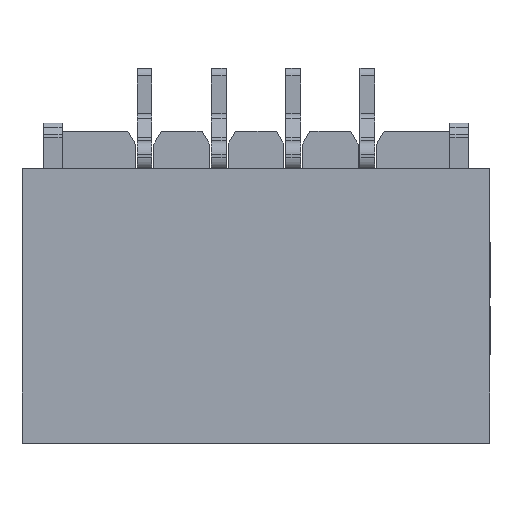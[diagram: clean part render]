
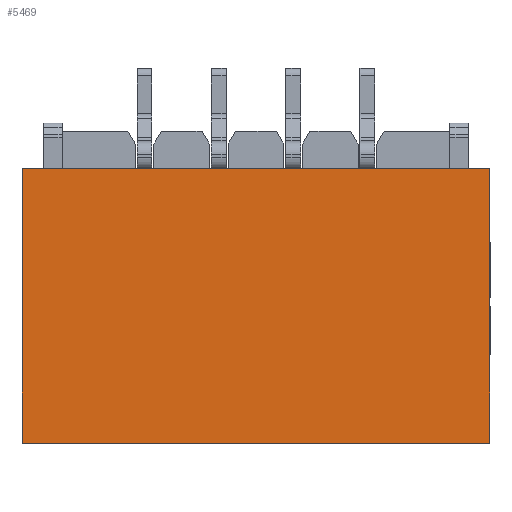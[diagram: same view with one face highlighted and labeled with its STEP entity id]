
A CAD part, top view. The second image highlights one B-rep face of the part: STEP entity #5469.
In plain terms, the highlighted planar face has unit normal (0, 0, 1).
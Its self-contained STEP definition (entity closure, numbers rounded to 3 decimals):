
#1077 = VECTOR ( 'NONE', #3330, 1000. ) ;
#1383 = ORIENTED_EDGE ( 'NONE', *, *, #8521, .T. ) ;
#3118 = DIRECTION ( 'NONE',  ( 0., 0., -1. ) ) ;
#3330 = DIRECTION ( 'NONE',  ( -1., 0., 0. ) ) ;
#3380 = AXIS2_PLACEMENT_3D ( 'NONE', #14887, #3118, #10909 ) ;
#3578 = CARTESIAN_POINT ( 'NONE',  ( -3.15, -2.525, 3.38 ) ) ;
#5269 = VERTEX_POINT ( 'NONE', #12697 ) ;
#5469 = ADVANCED_FACE ( 'NONE', ( #9234 ), #11261, .F. ) ;
#5475 = EDGE_CURVE ( 'NONE', #8002, #15721, #18692, .T. ) ;
#5593 = CARTESIAN_POINT ( 'NONE',  ( 3.15, 1.175, 3.38 ) ) ;
#5924 = ORIENTED_EDGE ( 'NONE', *, *, #22126, .F. ) ;
#5981 = CARTESIAN_POINT ( 'NONE',  ( -3.15, -2.525, 3.38 ) ) ;
#6554 = VERTEX_POINT ( 'NONE', #3578 ) ;
#8002 = VERTEX_POINT ( 'NONE', #13241 ) ;
#8521 = EDGE_CURVE ( 'NONE', #5269, #15721, #12673, .T. ) ;
#8784 = VECTOR ( 'NONE', #17232, 1000. ) ;
#9234 = FACE_OUTER_BOUND ( 'NONE', #20612, .T. ) ;
#9497 = DIRECTION ( 'NONE',  ( 0., 1., 0. ) ) ;
#10909 = DIRECTION ( 'NONE',  ( 0., 1., 0. ) ) ;
#11261 = PLANE ( 'NONE',  #3380 ) ;
#12673 = LINE ( 'NONE', #15392, #19806 ) ;
#12697 = CARTESIAN_POINT ( 'NONE',  ( 3.15, -2.525, 3.38 ) ) ;
#13241 = CARTESIAN_POINT ( 'NONE',  ( -3.15, 1.175, 3.38 ) ) ;
#14887 = CARTESIAN_POINT ( 'NONE',  ( -3.15, -2.525, 3.38 ) ) ;
#15392 = CARTESIAN_POINT ( 'NONE',  ( 3.15, -2.525, 3.38 ) ) ;
#15721 = VERTEX_POINT ( 'NONE', #5593 ) ;
#16657 = DIRECTION ( 'NONE',  ( 1., 0., 0. ) ) ;
#16790 = CARTESIAN_POINT ( 'NONE',  ( 0.375, 1.175, 3.38 ) ) ;
#17232 = DIRECTION ( 'NONE',  ( 0., 1., 0. ) ) ;
#17704 = EDGE_CURVE ( 'NONE', #5269, #6554, #20407, .T. ) ;
#18692 = LINE ( 'NONE', #16790, #21265 ) ;
#19806 = VECTOR ( 'NONE', #9497, 1000. ) ;
#20407 = LINE ( 'NONE', #24539, #1077 ) ;
#20612 = EDGE_LOOP ( 'NONE', ( #1383, #22335, #5924, #24738 ) ) ;
#21265 = VECTOR ( 'NONE', #16657, 1000. ) ;
#22126 = EDGE_CURVE ( 'NONE', #6554, #8002, #22987, .T. ) ;
#22335 = ORIENTED_EDGE ( 'NONE', *, *, #5475, .F. ) ;
#22987 = LINE ( 'NONE', #5981, #8784 ) ;
#24539 = CARTESIAN_POINT ( 'NONE',  ( -3.15, -2.525, 3.38 ) ) ;
#24738 = ORIENTED_EDGE ( 'NONE', *, *, #17704, .F. ) ;
